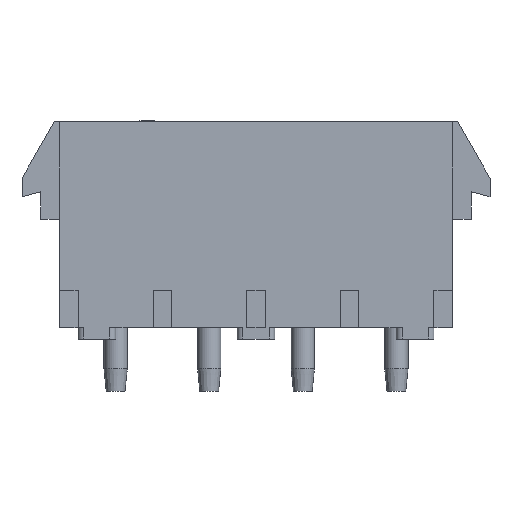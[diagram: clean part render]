
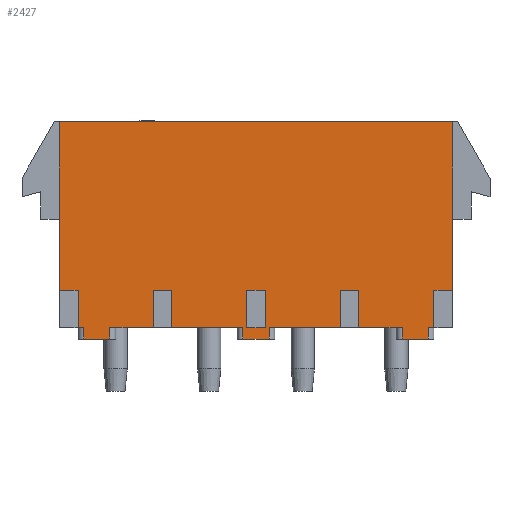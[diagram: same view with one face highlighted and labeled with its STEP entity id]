
A CAD part, front view. The second image highlights one B-rep face of the part: STEP entity #2427.
In plain terms, the highlighted planar face has unit normal (0, -1, 0).
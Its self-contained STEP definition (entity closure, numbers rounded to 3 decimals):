
#96=DIRECTION('',(-1.,0.,0.));
#97=VECTOR('',#96,26.67);
#98=CARTESIAN_POINT('',(13.335,-3.81,0.));
#99=LINE('',#98,#97);
#182=DIRECTION('',(0.,0.,-1.));
#183=VECTOR('',#182,11.43);
#184=CARTESIAN_POINT('',(-13.335,-3.81,0.));
#185=LINE('',#184,#183);
#202=DIRECTION('',(-1.,0.,0.));
#203=VECTOR('',#202,1.27);
#204=CARTESIAN_POINT('',(13.335,-3.81,-11.43));
#205=LINE('',#204,#203);
#206=DIRECTION('',(0.,0.,1.));
#207=VECTOR('',#206,2.54);
#208=CARTESIAN_POINT('',(12.065,-3.81,-13.97));
#209=LINE('',#208,#207);
#210=DIRECTION('',(0.,0.,-1.));
#211=VECTOR('',#210,0.762);
#212=CARTESIAN_POINT('',(11.684,-3.81,-13.97));
#213=LINE('',#212,#211);
#214=DIRECTION('',(0.,0.,1.));
#215=VECTOR('',#214,2.54);
#216=CARTESIAN_POINT('',(6.985,-3.81,-13.97));
#217=LINE('',#216,#215);
#218=DIRECTION('',(-1.,0.,0.));
#219=VECTOR('',#218,1.27);
#220=CARTESIAN_POINT('',(6.985,-3.81,-11.43));
#221=LINE('',#220,#219);
#222=DIRECTION('',(0.,0.,1.));
#223=VECTOR('',#222,2.54);
#224=CARTESIAN_POINT('',(5.715,-3.81,-13.97));
#225=LINE('',#224,#223);
#226=DIRECTION('',(0.,0.,-1.));
#227=VECTOR('',#226,0.762);
#228=CARTESIAN_POINT('',(0.889,-3.81,-13.97));
#229=LINE('',#228,#227);
#230=DIRECTION('',(0.,0.,1.));
#231=VECTOR('',#230,2.54);
#232=CARTESIAN_POINT('',(-5.715,-3.81,-13.97));
#233=LINE('',#232,#231);
#234=DIRECTION('',(-1.,0.,0.));
#235=VECTOR('',#234,1.27);
#236=CARTESIAN_POINT('',(-5.715,-3.81,-11.43));
#237=LINE('',#236,#235);
#238=DIRECTION('',(0.,0.,1.));
#239=VECTOR('',#238,2.54);
#240=CARTESIAN_POINT('',(-6.985,-3.81,-13.97));
#241=LINE('',#240,#239);
#242=DIRECTION('',(0.,0.,-1.));
#243=VECTOR('',#242,0.762);
#244=CARTESIAN_POINT('',(-9.906,-3.81,-13.97));
#245=LINE('',#244,#243);
#246=DIRECTION('',(0.,0.,1.));
#247=VECTOR('',#246,2.54);
#248=CARTESIAN_POINT('',(-12.065,-3.81,-13.97));
#249=LINE('',#248,#247);
#250=DIRECTION('',(-1.,0.,0.));
#251=VECTOR('',#250,1.27);
#252=CARTESIAN_POINT('',(-12.065,-3.81,-11.43));
#253=LINE('',#252,#251);
#254=DIRECTION('',(0.,0.,-1.));
#255=VECTOR('',#254,11.43);
#256=CARTESIAN_POINT('',(13.335,-3.81,0.));
#257=LINE('',#256,#255);
#258=DIRECTION('',(-1.,0.,0.));
#259=VECTOR('',#258,1.27);
#260=CARTESIAN_POINT('',(0.635,-3.81,-11.43));
#261=LINE('',#260,#259);
#262=DIRECTION('',(0.,0.,1.));
#263=VECTOR('',#262,2.54);
#264=CARTESIAN_POINT('',(-0.635,-3.81,-13.97));
#265=LINE('',#264,#263);
#266=DIRECTION('',(-1.,0.,0.));
#267=VECTOR('',#266,1.27);
#268=CARTESIAN_POINT('',(0.635,-3.81,-13.97));
#269=LINE('',#268,#267);
#270=DIRECTION('',(0.,0.,1.));
#271=VECTOR('',#270,2.54);
#272=CARTESIAN_POINT('',(0.635,-3.81,-13.97));
#273=LINE('',#272,#271);
#370=DIRECTION('',(-1.,0.,0.));
#371=VECTOR('',#370,2.921);
#372=CARTESIAN_POINT('',(-6.985,-3.81,-13.97));
#373=LINE('',#372,#371);
#386=DIRECTION('',(-1.,0.,0.));
#387=VECTOR('',#386,4.826);
#388=CARTESIAN_POINT('',(-0.889,-3.81,-13.97));
#389=LINE('',#388,#387);
#404=DIRECTION('',(-1.,0.,0.));
#405=VECTOR('',#404,4.826);
#406=CARTESIAN_POINT('',(5.715,-3.81,-13.97));
#407=LINE('',#406,#405);
#420=DIRECTION('',(-1.,0.,0.));
#421=VECTOR('',#420,2.921);
#422=CARTESIAN_POINT('',(9.906,-3.81,-13.97));
#423=LINE('',#422,#421);
#438=DIRECTION('',(-1.,0.,0.));
#439=VECTOR('',#438,0.381);
#440=CARTESIAN_POINT('',(12.065,-3.81,-13.97));
#441=LINE('',#440,#439);
#516=DIRECTION('',(-1.,0.,0.));
#517=VECTOR('',#516,0.381);
#518=CARTESIAN_POINT('',(-11.684,-3.81,-13.97));
#519=LINE('',#518,#517);
#590=DIRECTION('',(0.,0.,-1.));
#591=VECTOR('',#590,0.762);
#592=CARTESIAN_POINT('',(-0.889,-3.81,-13.97));
#593=LINE('',#592,#591);
#599=DIRECTION('',(-1.,0.,0.));
#600=VECTOR('',#599,1.778);
#601=CARTESIAN_POINT('',(-9.906,-3.81,-14.732));
#602=LINE('',#601,#600);
#630=DIRECTION('',(-1.,0.,0.));
#631=VECTOR('',#630,1.778);
#632=CARTESIAN_POINT('',(11.684,-3.81,-14.732));
#633=LINE('',#632,#631);
#671=DIRECTION('',(-1.,0.,0.));
#672=VECTOR('',#671,1.778);
#673=CARTESIAN_POINT('',(0.889,-3.81,-14.732));
#674=LINE('',#673,#672);
#702=DIRECTION('',(0.,0.,-1.));
#703=VECTOR('',#702,0.762);
#704=CARTESIAN_POINT('',(-11.684,-3.81,-13.97));
#705=LINE('',#704,#703);
#774=DIRECTION('',(0.,0.,-1.));
#775=VECTOR('',#774,0.762);
#776=CARTESIAN_POINT('',(9.906,-3.81,-13.97));
#777=LINE('',#776,#775);
#1750=CARTESIAN_POINT('',(13.335,-3.81,0.));
#1751=CARTESIAN_POINT('',(-13.335,-3.81,0.));
#1752=VERTEX_POINT('',#1750);
#1753=VERTEX_POINT('',#1751);
#1814=CARTESIAN_POINT('',(13.335,-3.81,-11.43));
#1815=CARTESIAN_POINT('',(12.065,-3.81,-11.43));
#1816=VERTEX_POINT('',#1814);
#1817=VERTEX_POINT('',#1815);
#1818=CARTESIAN_POINT('',(6.985,-3.81,-11.43));
#1819=CARTESIAN_POINT('',(5.715,-3.81,-11.43));
#1820=VERTEX_POINT('',#1818);
#1821=VERTEX_POINT('',#1819);
#1822=CARTESIAN_POINT('',(0.635,-3.81,-11.43));
#1823=CARTESIAN_POINT('',(-0.635,-3.81,-11.43));
#1824=VERTEX_POINT('',#1822);
#1825=VERTEX_POINT('',#1823);
#1826=CARTESIAN_POINT('',(-5.715,-3.81,-11.43));
#1827=CARTESIAN_POINT('',(-6.985,-3.81,-11.43));
#1828=VERTEX_POINT('',#1826);
#1829=VERTEX_POINT('',#1827);
#1830=CARTESIAN_POINT('',(12.065,-3.81,-13.97));
#1831=VERTEX_POINT('',#1830);
#1832=CARTESIAN_POINT('',(5.715,-3.81,-13.97));
#1833=VERTEX_POINT('',#1832);
#1834=CARTESIAN_POINT('',(-12.065,-3.81,-13.97));
#1835=CARTESIAN_POINT('',(-12.065,-3.81,-11.43));
#1836=VERTEX_POINT('',#1834);
#1837=VERTEX_POINT('',#1835);
#1838=CARTESIAN_POINT('',(6.985,-3.81,-13.97));
#1839=VERTEX_POINT('',#1838);
#1840=CARTESIAN_POINT('',(-13.335,-3.81,-11.43));
#1841=VERTEX_POINT('',#1840);
#1842=CARTESIAN_POINT('',(-11.684,-3.81,-14.732));
#1844=VERTEX_POINT('',#1842);
#1848=CARTESIAN_POINT('',(-9.906,-3.81,-14.732));
#1849=VERTEX_POINT('',#1848);
#1850=CARTESIAN_POINT('',(-11.684,-3.81,-13.97));
#1852=VERTEX_POINT('',#1850);
#1856=CARTESIAN_POINT('',(-9.906,-3.81,-13.97));
#1857=VERTEX_POINT('',#1856);
#1922=CARTESIAN_POINT('',(11.684,-3.81,-14.732));
#1923=CARTESIAN_POINT('',(9.906,-3.81,-14.732));
#1924=VERTEX_POINT('',#1922);
#1925=VERTEX_POINT('',#1923);
#1942=CARTESIAN_POINT('',(9.906,-3.81,-13.97));
#1944=VERTEX_POINT('',#1942);
#1948=CARTESIAN_POINT('',(11.684,-3.81,-13.97));
#1949=VERTEX_POINT('',#1948);
#2030=CARTESIAN_POINT('',(-5.715,-3.81,-13.97));
#2031=VERTEX_POINT('',#2030);
#2032=CARTESIAN_POINT('',(-6.985,-3.81,-13.97));
#2033=VERTEX_POINT('',#2032);
#2042=CARTESIAN_POINT('',(0.635,-3.81,-13.97));
#2043=VERTEX_POINT('',#2042);
#2044=CARTESIAN_POINT('',(-0.635,-3.81,-13.97));
#2045=VERTEX_POINT('',#2044);
#2054=CARTESIAN_POINT('',(0.889,-3.81,-13.97));
#2055=VERTEX_POINT('',#2054);
#2056=CARTESIAN_POINT('',(-0.889,-3.81,-13.97));
#2057=VERTEX_POINT('',#2056);
#2058=CARTESIAN_POINT('',(-0.889,-3.81,-14.732));
#2060=VERTEX_POINT('',#2058);
#2064=CARTESIAN_POINT('',(0.889,-3.81,-14.732));
#2065=VERTEX_POINT('',#2064);
#2356=CARTESIAN_POINT('',(13.335,-3.81,0.));
#2357=DIRECTION('',(0.,-1.,0.));
#2358=DIRECTION('',(-1.,0.,0.));
#2359=AXIS2_PLACEMENT_3D('',#2356,#2357,#2358);
#2360=PLANE('',#2359);
#2362=ORIENTED_EDGE('',*,*,#2361,.T.);
#2364=ORIENTED_EDGE('',*,*,#2363,.F.);
#2366=ORIENTED_EDGE('',*,*,#2365,.T.);
#2368=ORIENTED_EDGE('',*,*,#2367,.T.);
#2370=ORIENTED_EDGE('',*,*,#2369,.T.);
#2372=ORIENTED_EDGE('',*,*,#2371,.F.);
#2374=ORIENTED_EDGE('',*,*,#2373,.T.);
#2376=ORIENTED_EDGE('',*,*,#2375,.T.);
#2378=ORIENTED_EDGE('',*,*,#2377,.T.);
#2380=ORIENTED_EDGE('',*,*,#2379,.F.);
#2382=ORIENTED_EDGE('',*,*,#2381,.T.);
#2384=ORIENTED_EDGE('',*,*,#2383,.T.);
#2386=ORIENTED_EDGE('',*,*,#2385,.T.);
#2388=ORIENTED_EDGE('',*,*,#2387,.F.);
#2390=ORIENTED_EDGE('',*,*,#2389,.T.);
#2392=ORIENTED_EDGE('',*,*,#2391,.T.);
#2394=ORIENTED_EDGE('',*,*,#2393,.T.);
#2396=ORIENTED_EDGE('',*,*,#2395,.F.);
#2398=ORIENTED_EDGE('',*,*,#2397,.T.);
#2400=ORIENTED_EDGE('',*,*,#2399,.T.);
#2402=ORIENTED_EDGE('',*,*,#2401,.T.);
#2404=ORIENTED_EDGE('',*,*,#2403,.F.);
#2406=ORIENTED_EDGE('',*,*,#2405,.T.);
#2408=ORIENTED_EDGE('',*,*,#2407,.T.);
#2410=ORIENTED_EDGE('',*,*,#2409,.T.);
#2411=ORIENTED_EDGE('',*,*,#2335,.F.);
#2412=ORIENTED_EDGE('',*,*,#2277,.F.);
#2414=ORIENTED_EDGE('',*,*,#2413,.T.);
#2415=EDGE_LOOP('',(#2362,#2364,#2366,#2368,#2370,#2372,#2374,#2376,#2378,#2380,
#2382,#2384,#2386,#2388,#2390,#2392,#2394,#2396,#2398,#2400,#2402,#2404,#2406,
#2408,#2410,#2411,#2412,#2414));
#2416=FACE_OUTER_BOUND('',#2415,.F.);
#2418=ORIENTED_EDGE('',*,*,#2417,.T.);
#2420=ORIENTED_EDGE('',*,*,#2419,.F.);
#2422=ORIENTED_EDGE('',*,*,#2421,.F.);
#2424=ORIENTED_EDGE('',*,*,#2423,.T.);
#2425=EDGE_LOOP('',(#2418,#2420,#2422,#2424));
#2426=FACE_BOUND('',#2425,.F.);
#2427=ADVANCED_FACE('',(#2416,#2426),#2360,.T.);
#2277=EDGE_CURVE('',#1752,#1753,#99,.T.);
#2335=EDGE_CURVE('',#1753,#1841,#185,.T.);
#2361=EDGE_CURVE('',#1816,#1817,#205,.T.);
#2363=EDGE_CURVE('',#1831,#1817,#209,.T.);
#2365=EDGE_CURVE('',#1831,#1949,#441,.T.);
#2367=EDGE_CURVE('',#1949,#1924,#213,.T.);
#2369=EDGE_CURVE('',#1924,#1925,#633,.T.);
#2371=EDGE_CURVE('',#1944,#1925,#777,.T.);
#2373=EDGE_CURVE('',#1944,#1839,#423,.T.);
#2375=EDGE_CURVE('',#1839,#1820,#217,.T.);
#2377=EDGE_CURVE('',#1820,#1821,#221,.T.);
#2379=EDGE_CURVE('',#1833,#1821,#225,.T.);
#2381=EDGE_CURVE('',#1833,#2055,#407,.T.);
#2383=EDGE_CURVE('',#2055,#2065,#229,.T.);
#2385=EDGE_CURVE('',#2065,#2060,#674,.T.);
#2387=EDGE_CURVE('',#2057,#2060,#593,.T.);
#2389=EDGE_CURVE('',#2057,#2031,#389,.T.);
#2391=EDGE_CURVE('',#2031,#1828,#233,.T.);
#2393=EDGE_CURVE('',#1828,#1829,#237,.T.);
#2395=EDGE_CURVE('',#2033,#1829,#241,.T.);
#2397=EDGE_CURVE('',#2033,#1857,#373,.T.);
#2399=EDGE_CURVE('',#1857,#1849,#245,.T.);
#2401=EDGE_CURVE('',#1849,#1844,#602,.T.);
#2403=EDGE_CURVE('',#1852,#1844,#705,.T.);
#2405=EDGE_CURVE('',#1852,#1836,#519,.T.);
#2407=EDGE_CURVE('',#1836,#1837,#249,.T.);
#2409=EDGE_CURVE('',#1837,#1841,#253,.T.);
#2413=EDGE_CURVE('',#1752,#1816,#257,.T.);
#2417=EDGE_CURVE('',#1824,#1825,#261,.T.);
#2419=EDGE_CURVE('',#2045,#1825,#265,.T.);
#2421=EDGE_CURVE('',#2043,#2045,#269,.T.);
#2423=EDGE_CURVE('',#2043,#1824,#273,.T.);
